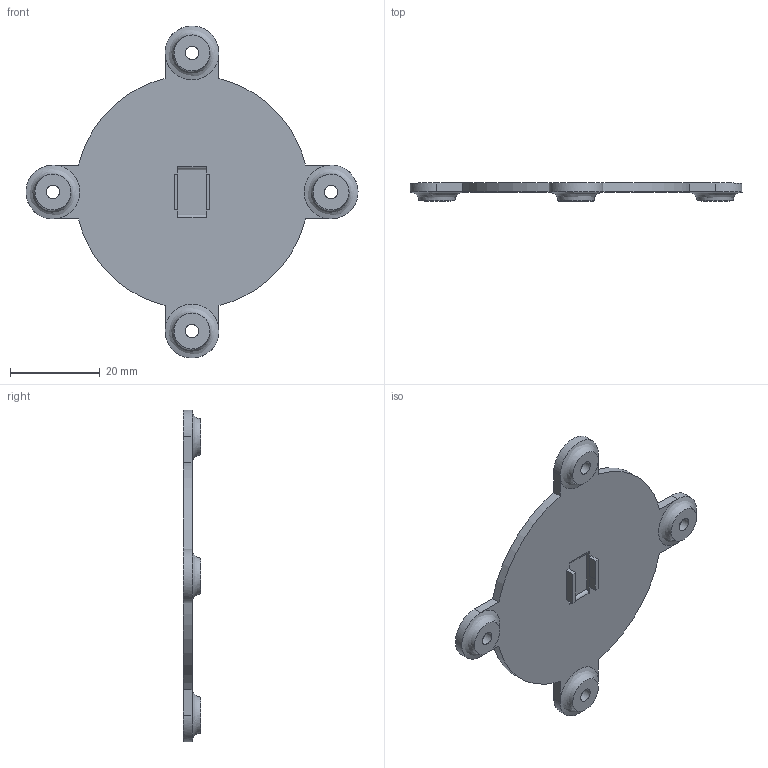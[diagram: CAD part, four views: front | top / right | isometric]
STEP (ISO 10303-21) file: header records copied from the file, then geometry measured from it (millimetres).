
FILE_DESCRIPTION(/* description */ (''),/* implementation_level */ '2;1');
FILE_NAME(/* name */ 'Discus_Push_Button_Holder',/* time_stamp */ '2022-02-20T23:10:10+01:00',/* author */ (''),/* organization */ (''),/* preprocessor_version */ 'ST-DEVELOPER v16.5',/* originating_system */ 'Rhino 7.15',/* authorisation */ '');
FILE_SCHEMA (('CONFIG_CONTROL_DESIGN'));
Length unit declared in the file: millimetre
Products named in the file (1): Document
Bounding box: 74 x 4 x 74 mm (x, y, z)
Volume: 5560.8 mm3; surface area: 5984.9 mm2
Topology: 1 solids, 1 shells, 51 faces, 132 edges, 84 vertices
Faces by surface type: plane 29, cylinder 18, bspline 4
Full cylindrical faces by diameter (mm): 3 x8
Entity records: 1621 total; most frequent: CARTESIAN_POINT 693, ORIENTED_EDGE 264, EDGE_CURVE 132, VERTEX_POINT 84, EDGE_LOOP 60, ADVANCED_FACE 51, FACE_OUTER_BOUND 51, DIRECTION 51
